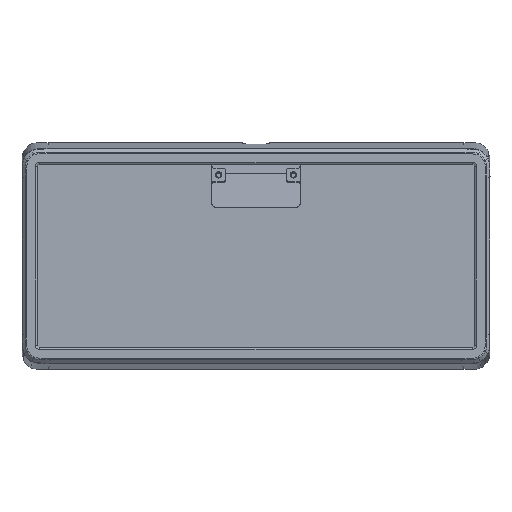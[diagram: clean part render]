
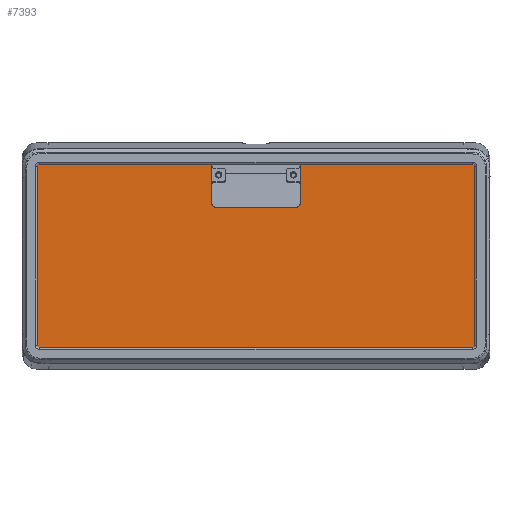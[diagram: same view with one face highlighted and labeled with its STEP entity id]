
A CAD part, top view. The second image highlights one B-rep face of the part: STEP entity #7393.
In plain terms, the highlighted planar face has unit normal (0, 0, 1).
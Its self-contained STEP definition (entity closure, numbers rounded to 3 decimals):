
#190=PLANE('',#7980);
#510=LINE('',#18794,#942);
#554=LINE('',#18933,#986);
#564=LINE('',#18960,#996);
#566=LINE('',#18965,#998);
#567=LINE('',#18969,#999);
#568=LINE('',#18973,#1000);
#569=LINE('',#18977,#1001);
#570=LINE('',#18980,#1002);
#942=VECTOR('',#9284,10.);
#986=VECTOR('',#9428,10.);
#996=VECTOR('',#9462,10.);
#998=VECTOR('',#9468,10.);
#999=VECTOR('',#9471,10.);
#1000=VECTOR('',#9474,10.);
#1001=VECTOR('',#9477,10.);
#1002=VECTOR('',#9480,10.);
#1584=FACE_OUTER_BOUND('',#2055,.T.);
#2055=EDGE_LOOP('',(#6538,#6539,#6540,#6541,#6542,#6543,#6544,#6545,#6546,
#6547,#6548,#6549,#6550,#6551));
#2404=CIRCLE('',#7975,1.775);
#2405=CIRCLE('',#7977,1.775);
#2406=CIRCLE('',#7981,1.3);
#2407=CIRCLE('',#7982,1.3);
#2408=CIRCLE('',#7983,1.3);
#2409=CIRCLE('',#7984,1.3);
#3362=VERTEX_POINT('',#18791);
#3363=VERTEX_POINT('',#18793);
#3407=VERTEX_POINT('',#18930);
#3408=VERTEX_POINT('',#18932);
#3412=VERTEX_POINT('',#18952);
#3413=VERTEX_POINT('',#18956);
#3414=VERTEX_POINT('',#18964);
#3415=VERTEX_POINT('',#18966);
#3416=VERTEX_POINT('',#18968);
#3417=VERTEX_POINT('',#18970);
#3418=VERTEX_POINT('',#18972);
#3419=VERTEX_POINT('',#18974);
#3420=VERTEX_POINT('',#18976);
#3421=VERTEX_POINT('',#18978);
#4394=EDGE_CURVE('',#3363,#3362,#510,.T.);
#4462=EDGE_CURVE('',#3408,#3407,#554,.T.);
#4473=EDGE_CURVE('',#3412,#3362,#2404,.T.);
#4474=EDGE_CURVE('',#3408,#3413,#2405,.T.);
#4476=EDGE_CURVE('',#3412,#3413,#564,.T.);
#4478=EDGE_CURVE('',#3414,#3407,#566,.T.);
#4479=EDGE_CURVE('',#3414,#3415,#2406,.T.);
#4480=EDGE_CURVE('',#3416,#3415,#567,.T.);
#4481=EDGE_CURVE('',#3416,#3417,#2407,.T.);
#4482=EDGE_CURVE('',#3418,#3417,#568,.T.);
#4483=EDGE_CURVE('',#3418,#3419,#2408,.T.);
#4484=EDGE_CURVE('',#3420,#3419,#569,.T.);
#4485=EDGE_CURVE('',#3420,#3421,#2409,.T.);
#4486=EDGE_CURVE('',#3363,#3421,#570,.T.);
#6538=ORIENTED_EDGE('',*,*,#4394,.T.);
#6539=ORIENTED_EDGE('',*,*,#4473,.F.);
#6540=ORIENTED_EDGE('',*,*,#4476,.T.);
#6541=ORIENTED_EDGE('',*,*,#4474,.F.);
#6542=ORIENTED_EDGE('',*,*,#4462,.T.);
#6543=ORIENTED_EDGE('',*,*,#4478,.F.);
#6544=ORIENTED_EDGE('',*,*,#4479,.T.);
#6545=ORIENTED_EDGE('',*,*,#4480,.F.);
#6546=ORIENTED_EDGE('',*,*,#4481,.T.);
#6547=ORIENTED_EDGE('',*,*,#4482,.F.);
#6548=ORIENTED_EDGE('',*,*,#4483,.T.);
#6549=ORIENTED_EDGE('',*,*,#4484,.F.);
#6550=ORIENTED_EDGE('',*,*,#4485,.T.);
#6551=ORIENTED_EDGE('',*,*,#4486,.F.);
#7393=ADVANCED_FACE('',(#1584),#190,.T.);
#7975=AXIS2_PLACEMENT_3D('',#18954,#9453,#9454);
#7977=AXIS2_PLACEMENT_3D('',#18957,#9457,#9458);
#7980=AXIS2_PLACEMENT_3D('',#18963,#9466,#9467);
#7981=AXIS2_PLACEMENT_3D('',#18967,#9469,#9470);
#7982=AXIS2_PLACEMENT_3D('',#18971,#9472,#9473);
#7983=AXIS2_PLACEMENT_3D('',#18975,#9475,#9476);
#7984=AXIS2_PLACEMENT_3D('',#18979,#9478,#9479);
#9284=DIRECTION('',(0.,-1.,0.));
#9428=DIRECTION('',(0.,1.,0.));
#9453=DIRECTION('center_axis',(0.,0.,1.));
#9454=DIRECTION('ref_axis',(0.707,-0.707,0.));
#9457=DIRECTION('center_axis',(0.,0.,1.));
#9458=DIRECTION('ref_axis',(-0.707,-0.707,0.));
#9462=DIRECTION('',(-1.,0.,0.));
#9466=DIRECTION('center_axis',(0.,0.,1.));
#9467=DIRECTION('ref_axis',(1.,0.,0.));
#9468=DIRECTION('',(1.,0.,0.));
#9469=DIRECTION('center_axis',(0.,0.,1.));
#9470=DIRECTION('ref_axis',(-0.707,0.707,0.));
#9471=DIRECTION('',(0.,1.,0.));
#9472=DIRECTION('center_axis',(0.,0.,1.));
#9473=DIRECTION('ref_axis',(-0.707,-0.707,0.));
#9474=DIRECTION('',(-1.,0.,0.));
#9475=DIRECTION('center_axis',(0.,0.,1.));
#9476=DIRECTION('ref_axis',(0.707,-0.707,0.));
#9477=DIRECTION('',(0.,-1.,0.));
#9478=DIRECTION('center_axis',(0.,0.,1.));
#9479=DIRECTION('ref_axis',(0.707,0.707,0.));
#9480=DIRECTION('',(1.,0.,0.));
#18791=CARTESIAN_POINT('',(23.125,27.463,-12.33));
#18793=CARTESIAN_POINT('',(23.125,48.15,-12.33));
#18794=CARTESIAN_POINT('',(23.125,20.193,-12.33));
#18930=CARTESIAN_POINT('',(-23.125,48.15,-12.33));
#18932=CARTESIAN_POINT('',(-23.125,27.463,-12.33));
#18933=CARTESIAN_POINT('',(-23.125,20.193,-12.33));
#18952=CARTESIAN_POINT('',(21.35,25.688,-12.33));
#18954=CARTESIAN_POINT('Origin',(21.35,27.463,-12.33));
#18956=CARTESIAN_POINT('',(-21.35,25.688,-12.33));
#18957=CARTESIAN_POINT('Origin',(-21.35,27.463,-12.33));
#18960=CARTESIAN_POINT('',(0.,25.688,-12.33));
#18963=CARTESIAN_POINT('Origin',(0.,0.,
-12.33));
#18964=CARTESIAN_POINT('',(-113.525,48.15,-12.33));
#18965=CARTESIAN_POINT('',(-57.413,48.15,-12.33));
#18966=CARTESIAN_POINT('',(-114.825,46.85,-12.33));
#18967=CARTESIAN_POINT('Origin',(-113.525,46.85,-12.33));
#18968=CARTESIAN_POINT('',(-114.825,-46.85,-12.33));
#18969=CARTESIAN_POINT('',(-114.825,-24.075,-12.33));
#18970=CARTESIAN_POINT('',(-113.525,-48.15,-12.33));
#18971=CARTESIAN_POINT('Origin',(-113.525,-46.85,-12.33));
#18972=CARTESIAN_POINT('',(113.525,-48.15,-12.33));
#18973=CARTESIAN_POINT('',(57.413,-48.15,-12.33));
#18974=CARTESIAN_POINT('',(114.825,-46.85,-12.33));
#18975=CARTESIAN_POINT('Origin',(113.525,-46.85,-12.33));
#18976=CARTESIAN_POINT('',(114.825,46.85,-12.33));
#18977=CARTESIAN_POINT('',(114.825,24.075,-12.33));
#18978=CARTESIAN_POINT('',(113.525,48.15,-12.33));
#18979=CARTESIAN_POINT('Origin',(113.525,46.85,-12.33));
#18980=CARTESIAN_POINT('',(-57.413,48.15,-12.33));
